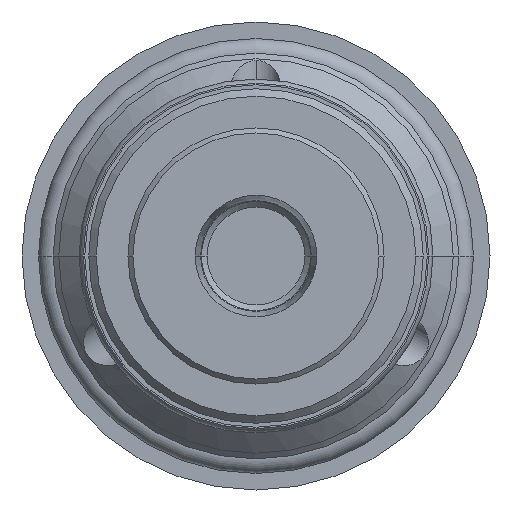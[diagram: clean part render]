
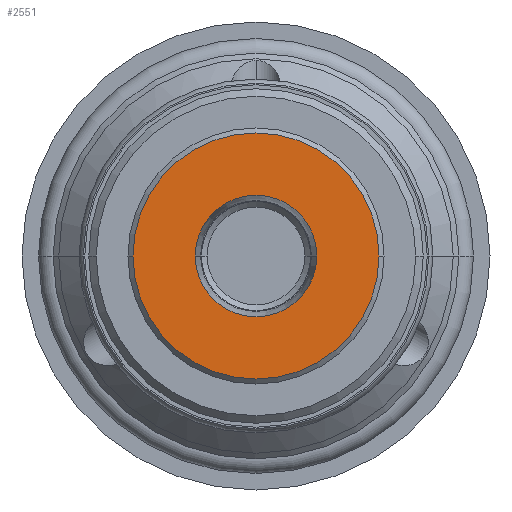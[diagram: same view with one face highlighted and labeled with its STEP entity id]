
A CAD part, left-side view. The second image highlights one B-rep face of the part: STEP entity #2551.
In plain terms, the highlighted planar face has unit normal (-1, 0, 0).
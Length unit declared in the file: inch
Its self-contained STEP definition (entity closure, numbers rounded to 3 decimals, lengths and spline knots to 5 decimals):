
#198=CARTESIAN_POINT('',(-2.676,0.,0.));
#199=DIRECTION('',(-1.,0.,0.));
#200=DIRECTION('',(0.,1.,0.));
#201=AXIS2_PLACEMENT_3D('',#198,#199,#200);
#206=CARTESIAN_POINT('',(-2.676,0.,0.));
#207=DIRECTION('',(1.,0.,0.));
#208=DIRECTION('',(0.,1.,0.));
#209=AXIS2_PLACEMENT_3D('',#206,#207,#208);
#214=CARTESIAN_POINT('',(-2.676,0.,0.));
#215=DIRECTION('',(-1.,0.,0.));
#216=DIRECTION('',(0.,1.,0.));
#217=AXIS2_PLACEMENT_3D('',#214,#215,#216);
#222=CARTESIAN_POINT('',(-2.676,0.,0.));
#223=DIRECTION('',(-1.,0.,0.));
#224=DIRECTION('',(0.,-1.,0.));
#225=AXIS2_PLACEMENT_3D('',#222,#223,#224);
#2412=CARTESIAN_POINT('',(-2.676,0.493,0.));
#2413=CARTESIAN_POINT('',(-2.676,-0.493,0.));
#2414=VERTEX_POINT('',#2412);
#2415=VERTEX_POINT('',#2413);
#2432=CARTESIAN_POINT('',(-2.676,0.2435,0.));
#2433=CARTESIAN_POINT('',(-2.676,-0.2435,0.));
#2434=VERTEX_POINT('',#2432);
#2435=VERTEX_POINT('',#2433);
#2535=CARTESIAN_POINT('',(-2.676,0.,0.));
#2536=DIRECTION('',(1.,0.,0.));
#2537=DIRECTION('',(0.,-1.,0.));
#2538=AXIS2_PLACEMENT_3D('',#2535,#2536,#2537);
#2539=PLANE('',#2538);
#2541=ORIENTED_EDGE('',*,*,#2540,.F.);
#2543=ORIENTED_EDGE('',*,*,#2542,.T.);
#2544=EDGE_LOOP('',(#2541,#2543));
#2545=FACE_OUTER_BOUND('',#2544,.F.);
#2547=ORIENTED_EDGE('',*,*,#2546,.T.);
#2548=ORIENTED_EDGE('',*,*,#2525,.T.);
#2549=EDGE_LOOP('',(#2547,#2548));
#2550=FACE_BOUND('',#2549,.F.);
#2551=ADVANCED_FACE('',(#2545,#2550),#2539,.F.);
#202=CIRCLE('',#201,0.493);
#210=CIRCLE('',#209,0.493);
#218=CIRCLE('',#217,0.2435);
#226=CIRCLE('',#225,0.2435);
#2525=EDGE_CURVE('',#2435,#2434,#226,.T.);
#2540=EDGE_CURVE('',#2414,#2415,#202,.T.);
#2542=EDGE_CURVE('',#2414,#2415,#210,.T.);
#2546=EDGE_CURVE('',#2434,#2435,#218,.T.);
